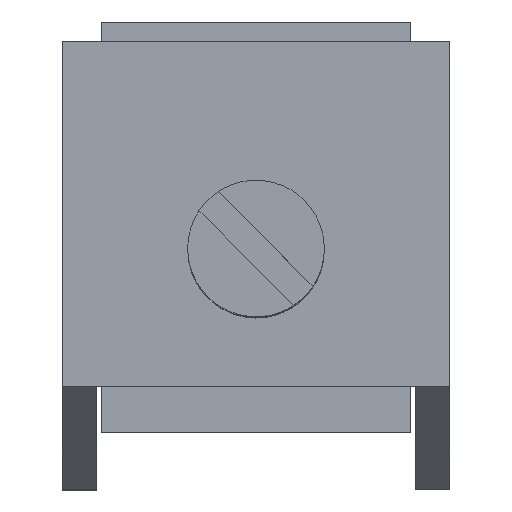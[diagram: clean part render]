
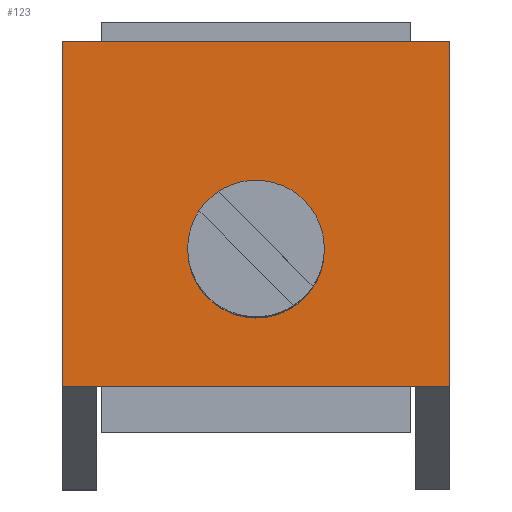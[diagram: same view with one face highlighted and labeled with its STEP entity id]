
A CAD part, top view. The second image highlights one B-rep face of the part: STEP entity #123.
In plain terms, the highlighted planar face has unit normal (0, 0, 1).
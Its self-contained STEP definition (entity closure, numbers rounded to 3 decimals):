
#123=ADVANCED_FACE('',(#264,#265),#266,.T.);
#264=FACE_OUTER_BOUND('',#421,.T.);
#265=FACE_BOUND('',#422,.T.);
#266=PLANE('',#423);
#421=EDGE_LOOP('',(#735,#736,#737,#738));
#422=EDGE_LOOP('',(#739,#740));
#423=AXIS2_PLACEMENT_3D('',#741,#742,#743);
#735=ORIENTED_EDGE('',*,*,#1009,.F.);
#736=ORIENTED_EDGE('',*,*,#972,.F.);
#737=ORIENTED_EDGE('',*,*,#938,.F.);
#738=ORIENTED_EDGE('',*,*,#987,.T.);
#739=ORIENTED_EDGE('',*,*,#1039,.T.);
#740=ORIENTED_EDGE('',*,*,#996,.T.);
#741=CARTESIAN_POINT('',(2.,21.45,27.8));
#742=DIRECTION('',(0.,0.,1.0));
#743=DIRECTION('',(0.,-1.0,0.));
#938=EDGE_CURVE('',#1112,#1113,#1114,.T.);
#972=EDGE_CURVE('',#1113,#1172,#1173,.T.);
#987=EDGE_CURVE('',#1112,#1198,#1200,.T.);
#996=EDGE_CURVE('',#1213,#1211,#1214,.T.);
#1009=EDGE_CURVE('',#1172,#1198,#1231,.T.);
#1039=EDGE_CURVE('',#1211,#1213,#1266,.T.);
#1112=VERTEX_POINT('',#1370);
#1113=VERTEX_POINT('',#1371);
#1114=LINE('',#1372,#1373);
#1172=VERTEX_POINT('',#1457);
#1173=LINE('',#1458,#1459);
#1198=VERTEX_POINT('',#1496);
#1200=LINE('',#1499,#1500);
#1211=VERTEX_POINT('',#1515);
#1213=VERTEX_POINT('',#1518);
#1214=CIRCLE('',#1519,3.0);
#1231=LINE('',#1544,#1545);
#1266=CIRCLE('',#1592,3.0);
#1370=CARTESIAN_POINT('',(17.0,4.5,27.8));
#1371=CARTESIAN_POINT('',(0.,4.5,27.8));
#1372=CARTESIAN_POINT('',(-31.5,4.5,27.8));
#1373=VECTOR('',#1730,1.0);
#1457=CARTESIAN_POINT('',(0.,19.65,27.8));
#1458=CARTESIAN_POINT('',(0.,5.528,27.8));
#1459=VECTOR('',#1763,1.0);
#1496=CARTESIAN_POINT('',(17.0,19.65,27.8));
#1499=CARTESIAN_POINT('',(17.0,5.528,27.8));
#1500=VECTOR('',#1777,1.0);
#1515=CARTESIAN_POINT('',(8.5,7.5,27.8));
#1518=CARTESIAN_POINT('',(8.5,13.5,27.8));
#1519=AXIS2_PLACEMENT_3D('',#1786,#1787,#1788);
#1544=CARTESIAN_POINT('',(-31.5,19.65,27.8));
#1545=VECTOR('',#1800,1.0);
#1592=AXIS2_PLACEMENT_3D('',#1822,#1823,#1824);
#1730=DIRECTION('',(-1.0,0.,0.));
#1763=DIRECTION('',(0.,1.0,0.));
#1777=DIRECTION('',(0.,1.0,0.));
#1786=CARTESIAN_POINT('',(8.5,10.5,27.8));
#1787=DIRECTION('',(0.,0.,-1.0));
#1788=DIRECTION('',(0.,1.0,0.));
#1800=DIRECTION('',(1.0,0.,0.));
#1822=CARTESIAN_POINT('',(8.5,10.5,27.8));
#1823=DIRECTION('',(0.,0.,-1.0));
#1824=DIRECTION('',(0.,1.0,0.));
